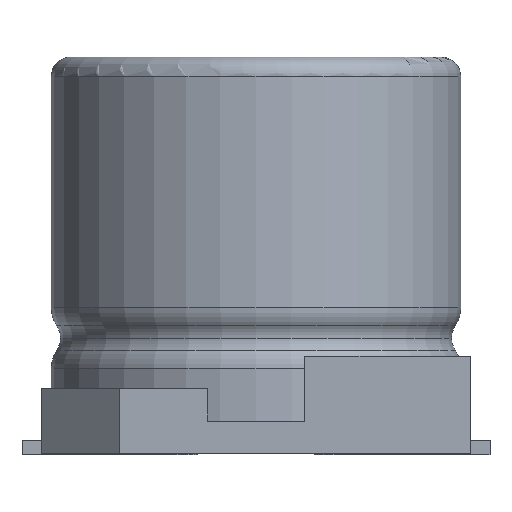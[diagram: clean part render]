
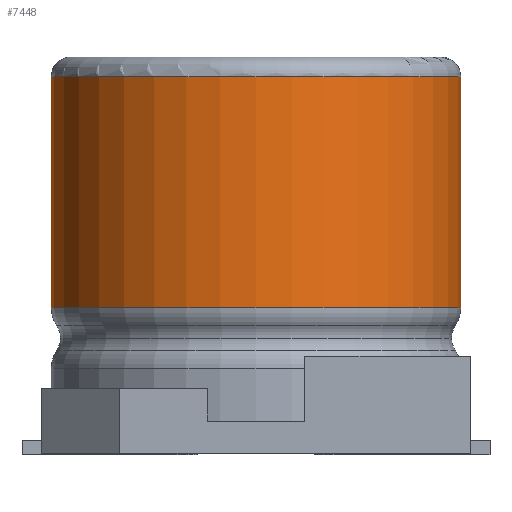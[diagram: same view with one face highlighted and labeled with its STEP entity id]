
A CAD part, front view. The second image highlights one B-rep face of the part: STEP entity #7448.
In plain terms, the highlighted cylindrical face has radius 3.15 mm (diameter 6.3 mm), a partial arc.
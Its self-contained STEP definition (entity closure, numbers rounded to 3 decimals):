
#881 = VERTEX_POINT ( 'NONE', #13912 ) ;
#913 = LINE ( 'NONE', #11676, #8874 ) ;
#1529 = DIRECTION ( 'NONE',  ( 0., 0., -1. ) ) ;
#2180 = ORIENTED_EDGE ( 'NONE', *, *, #12523, .T. ) ;
#2209 = DIRECTION ( 'NONE',  ( 0., 0., -1. ) ) ;
#2775 = CARTESIAN_POINT ( 'NONE',  ( 0., 0., 2.244 ) ) ;
#3747 = CARTESIAN_POINT ( 'NONE',  ( 0., 0., 21.11 ) ) ;
#3919 = DIRECTION ( 'NONE',  ( 1., 0., 0. ) ) ;
#4318 = DIRECTION ( 'NONE',  ( -1., 0., 0. ) ) ;
#4358 = LINE ( 'NONE', #12807, #7264 ) ;
#4570 = AXIS2_PLACEMENT_3D ( 'NONE', #3747, #1529, #10116 ) ;
#4750 = FACE_OUTER_BOUND ( 'NONE', #9484, .T. ) ;
#6147 = DIRECTION ( 'NONE',  ( 0., 0., -1. ) ) ;
#6708 = VERTEX_POINT ( 'NONE', #11855 ) ;
#6798 = CIRCLE ( 'NONE', #7266, 3.15 ) ;
#7174 = DIRECTION ( 'NONE',  ( 0., 0., 1. ) ) ;
#7264 = VECTOR ( 'NONE', #2209, 1000. ) ;
#7266 = AXIS2_PLACEMENT_3D ( 'NONE', #9618, #9754, #4318 ) ;
#7448 = ADVANCED_FACE ( 'NONE', ( #4750 ), #11092, .T. ) ;
#7737 = EDGE_CURVE ( 'NONE', #6708, #10262, #913, .T. ) ;
#8874 = VECTOR ( 'NONE', #6147, 1000. ) ;
#9484 = EDGE_LOOP ( 'NONE', ( #12322, #2180, #12970, #13768 ) ) ;
#9618 = CARTESIAN_POINT ( 'NONE',  ( 0., 0., 5.8 ) ) ;
#9754 = DIRECTION ( 'NONE',  ( 0., 0., -1. ) ) ;
#9799 = VERTEX_POINT ( 'NONE', #13232 ) ;
#9991 = CARTESIAN_POINT ( 'NONE',  ( 3.15, 0., 2.244 ) ) ;
#10116 = DIRECTION ( 'NONE',  ( 1., 0., 0. ) ) ;
#10262 = VERTEX_POINT ( 'NONE', #9991 ) ;
#11092 = CYLINDRICAL_SURFACE ( 'NONE', #4570, 3.15 ) ;
#11676 = CARTESIAN_POINT ( 'NONE',  ( 3.15, 0., 21.11 ) ) ;
#11739 = EDGE_CURVE ( 'NONE', #6708, #881, #6798, .T. ) ;
#11855 = CARTESIAN_POINT ( 'NONE',  ( 3.15, 0., 5.8 ) ) ;
#12322 = ORIENTED_EDGE ( 'NONE', *, *, #11739, .T. ) ;
#12414 = AXIS2_PLACEMENT_3D ( 'NONE', #2775, #7174, #3919 ) ;
#12523 = EDGE_CURVE ( 'NONE', #881, #9799, #4358, .T. ) ;
#12807 = CARTESIAN_POINT ( 'NONE',  ( -3.15, 0., 21.11 ) ) ;
#12970 = ORIENTED_EDGE ( 'NONE', *, *, #13311, .T. ) ;
#13232 = CARTESIAN_POINT ( 'NONE',  ( -3.15, 0., 2.244 ) ) ;
#13311 = EDGE_CURVE ( 'NONE', #9799, #10262, #13769, .T. ) ;
#13768 = ORIENTED_EDGE ( 'NONE', *, *, #7737, .F. ) ;
#13769 = CIRCLE ( 'NONE', #12414, 3.15 ) ;
#13912 = CARTESIAN_POINT ( 'NONE',  ( -3.15, 0., 5.8 ) ) ;
